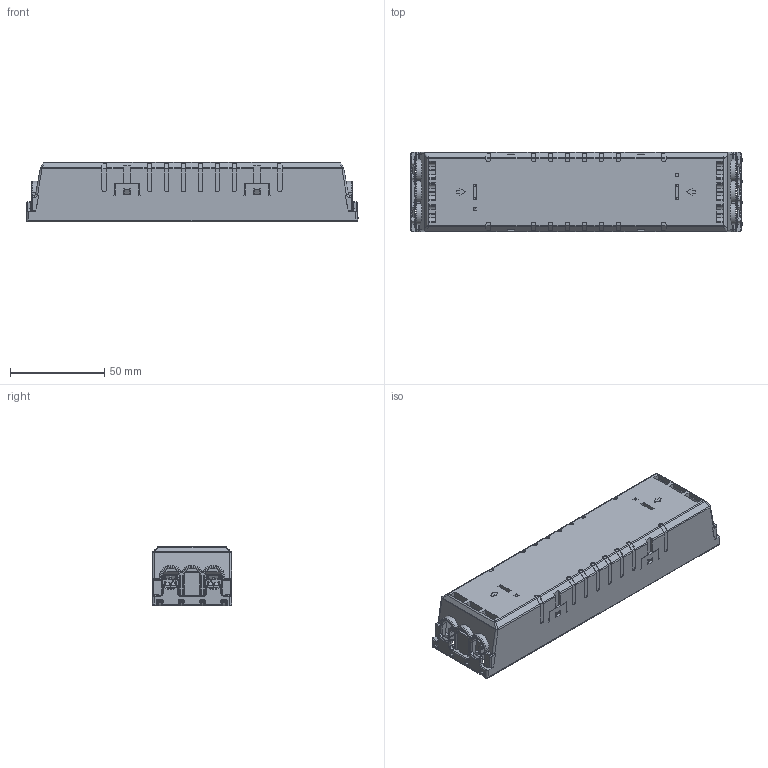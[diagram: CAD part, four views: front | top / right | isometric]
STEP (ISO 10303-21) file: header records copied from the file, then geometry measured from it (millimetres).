
FILE_DESCRIPTION(('Creo Elements/Direct Modeling STEP Export'),'2;1');
FILE_NAME('3D_Extender_64.stp','2019-12-17T 8:22:07',(''),(''),'PTC Creo Elements/Direct Modeling STEP processor for AP214 (Solid Model)','PTC Creo Elements/Direct Modeling 19.0E 27-Jun-2016 (C) Parametric Technology GmbH','');
FILE_SCHEMA(('AUTOMOTIVE_DESIGN { 1 0 10303 214 1 1 1 1 }'));
Products named in the file (2): 3D_Extender_64
Assembly tree (1 placements, depth 2):
  3D_Extender_64
    3D_Extender_64
Bounding box: 176 x 42 x 31.7 mm (x, y, z)
Surface area: 78443.5 mm2 (no closed solid volume)
Topology: 0 solids, 1 shells, 5747 faces, 16257 edges, 10512 vertices
Faces by surface type: plane 4427, cylinder 956, torus 156, bspline 120, sphere 48, extrusion 40
Entity records: 205468 total; most frequent: CARTESIAN_POINT 55828, ORIENTED_EDGE 32410, DIRECTION 28089, EDGE_CURVE 16205, VECTOR 13323, LINE 13283, VERTEX_POINT 10512, AXIS2_PLACEMENT_3D 7383
